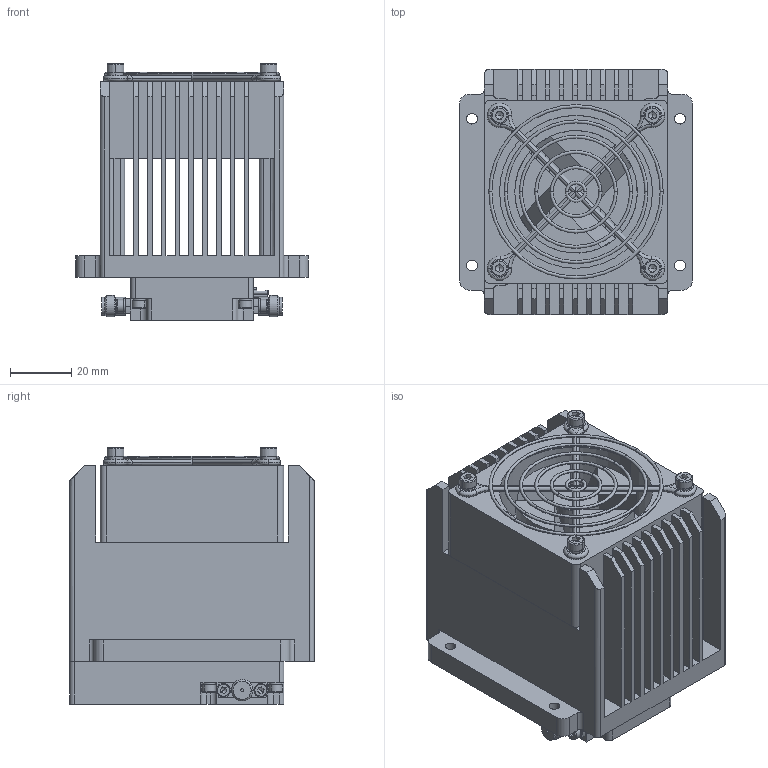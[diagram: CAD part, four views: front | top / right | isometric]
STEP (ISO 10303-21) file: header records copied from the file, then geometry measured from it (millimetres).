
FILE_DESCRIPTION (( 'STEP AP214' ), '1' );
FILE_NAME ('BP-HC-H3.STEP', '2025-02-19T22:39:36', ( '' ), ( '' ), 'SwSTEP 2.0', 'SolidWorks 2021', '' );
FILE_SCHEMA (( 'AUTOMOTIVE_DESIGN' ));
Length unit declared in the file: inch
Products named in the file (1): BP-HC-H3
Bounding box: 76 x 80 x 83.8 mm (x, y, z)
Volume: 201123.8 mm3; surface area: 125717.5 mm2
Topology: 42 solids, 42 shells, 1031 faces, 2584 edges, 1614 vertices
Faces by surface type: plane 510, cylinder 337, torus 98, cone 86
Entity records: 44748 total; most frequent: CARTESIAN_POINT 5760, DIRECTION 5506, ORIENTED_EDGE 5064, EDGE_CURVE 2532, AXIS2_PLACEMENT_3D 2058, VERTEX_POINT 1614, LINE 1390, VECTOR 1390
